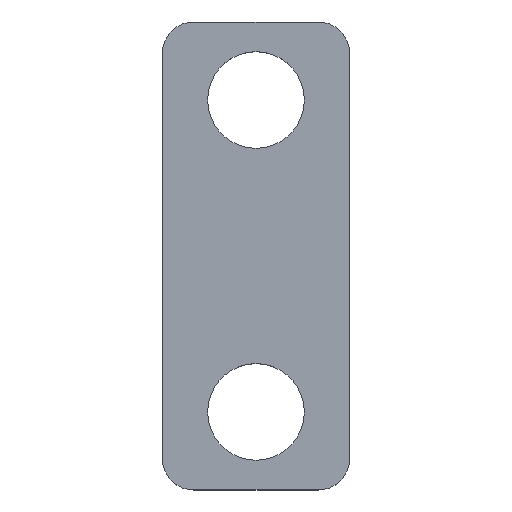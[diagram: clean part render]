
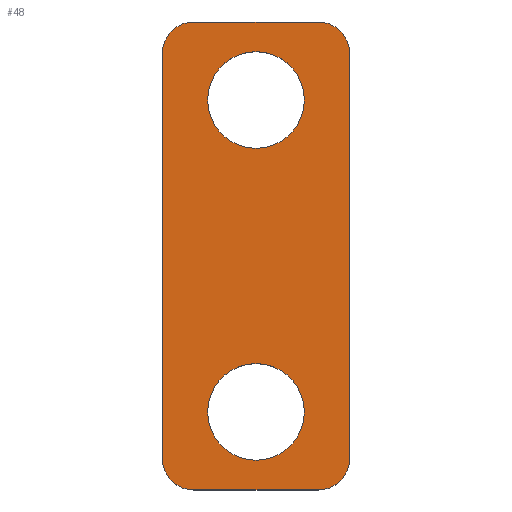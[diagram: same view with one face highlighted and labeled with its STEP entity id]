
A CAD part, top view. The second image highlights one B-rep face of the part: STEP entity #48.
In plain terms, the highlighted planar face has unit normal (0, 0, 1).
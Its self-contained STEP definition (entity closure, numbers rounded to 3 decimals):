
#12 = ORIENTED_EDGE ( 'NONE', *, *, #438, .T. ) ;
#20 = LINE ( 'NONE', #453, #162 ) ;
#22 = DIRECTION ( 'NONE',  ( 0., -1., 0. ) ) ;
#28 = LINE ( 'NONE', #471, #178 ) ;
#48 = ADVANCED_FACE ( 'NONE', ( #242, #234, #261 ), #307, .T. ) ;
#49 = DIRECTION ( 'NONE',  ( -1., 0., 0. ) ) ;
#50 = DIRECTION ( 'NONE',  ( 0., 0., -1. ) ) ;
#51 = CARTESIAN_POINT ( 'NONE',  ( -7.837, 0.943, 2. ) ) ;
#58 = CARTESIAN_POINT ( 'NONE',  ( -10.837, -1.557, 2. ) ) ;
#63 = CARTESIAN_POINT ( 'NONE',  ( -5.837, -1.557, 2. ) ) ;
#65 = CARTESIAN_POINT ( 'NONE',  ( -4.837, 12.443, 2. ) ) ;
#66 = CARTESIAN_POINT ( 'NONE',  ( -10.837, -0.557, 2. ) ) ;
#67 = CARTESIAN_POINT ( 'NONE',  ( -9.387, 10.943, 2. ) ) ;
#69 = CARTESIAN_POINT ( 'NONE',  ( -6.287, 10.943, 2. ) ) ;
#70 = CARTESIAN_POINT ( 'NONE',  ( -9.387, 0.943, 2. ) ) ;
#74 = CARTESIAN_POINT ( 'NONE',  ( -9.837, 13.443, 2. ) ) ;
#76 = CARTESIAN_POINT ( 'NONE',  ( -10.837, 12.443, 2. ) ) ;
#77 = CARTESIAN_POINT ( 'NONE',  ( -9.837, -1.557, 2. ) ) ;
#78 = CARTESIAN_POINT ( 'NONE',  ( -5.837, 13.443, 2. ) ) ;
#85 = CARTESIAN_POINT ( 'NONE',  ( -4.837, -0.557, 2. ) ) ;
#86 = CARTESIAN_POINT ( 'NONE',  ( -6.287, 0.943, 2. ) ) ;
#89 = DIRECTION ( 'NONE',  ( 1., 0., 0. ) ) ;
#95 = DIRECTION ( 'NONE',  ( 0., 0., 1. ) ) ;
#122 = CARTESIAN_POINT ( 'NONE',  ( 0., 0., 2. ) ) ;
#130 = VECTOR ( 'NONE', #260, 1000. ) ;
#141 = LINE ( 'NONE', #298, #130 ) ;
#142 = CIRCLE ( 'NONE', #300, 1.55 ) ;
#146 = CIRCLE ( 'NONE', #339, 1. ) ;
#158 = CIRCLE ( 'NONE', #342, 1. ) ;
#162 = VECTOR ( 'NONE', #462, 1000. ) ;
#168 = EDGE_LOOP ( 'NONE', ( #284, #290 ) ) ;
#172 = CIRCLE ( 'NONE', #368, 1. ) ;
#173 = VERTEX_POINT ( 'NONE', #85 ) ;
#177 = DIRECTION ( 'NONE',  ( 0., 0., -1. ) ) ;
#178 = VECTOR ( 'NONE', #461, 1000. ) ;
#180 = CIRCLE ( 'NONE', #369, 1.55 ) ;
#183 = CARTESIAN_POINT ( 'NONE',  ( -7.837, 10.943, 2. ) ) ;
#188 = VERTEX_POINT ( 'NONE', #76 ) ;
#192 = VERTEX_POINT ( 'NONE', #86 ) ;
#194 = VERTEX_POINT ( 'NONE', #78 ) ;
#195 = VERTEX_POINT ( 'NONE', #65 ) ;
#196 = VERTEX_POINT ( 'NONE', #77 ) ;
#199 = EDGE_LOOP ( 'NONE', ( #288, #287 ) ) ;
#200 = CIRCLE ( 'NONE', #371, 1.55 ) ;
#215 = CIRCLE ( 'NONE', #372, 1. ) ;
#229 = ORIENTED_EDGE ( 'NONE', *, *, #447, .T. ) ;
#230 = LINE ( 'NONE', #58, #252 ) ;
#234 = FACE_OUTER_BOUND ( 'NONE', #323, .T. ) ;
#236 = CIRCLE ( 'NONE', #377, 1.55 ) ;
#242 = FACE_BOUND ( 'NONE', #168, .T. ) ;
#252 = VECTOR ( 'NONE', #22, 1000. ) ;
#260 = DIRECTION ( 'NONE',  ( -1., 0., 0. ) ) ;
#261 = FACE_BOUND ( 'NONE', #199, .T. ) ;
#276 = ORIENTED_EDGE ( 'NONE', *, *, #435, .T. ) ;
#279 = ORIENTED_EDGE ( 'NONE', *, *, #433, .T. ) ;
#283 = ORIENTED_EDGE ( 'NONE', *, *, #472, .T. ) ;
#284 = ORIENTED_EDGE ( 'NONE', *, *, #424, .T. ) ;
#285 = ORIENTED_EDGE ( 'NONE', *, *, #419, .T. ) ;
#286 = ORIENTED_EDGE ( 'NONE', *, *, #449, .T. ) ;
#287 = ORIENTED_EDGE ( 'NONE', *, *, #479, .T. ) ;
#288 = ORIENTED_EDGE ( 'NONE', *, *, #434, .T. ) ;
#290 = ORIENTED_EDGE ( 'NONE', *, *, #401, .T. ) ;
#293 = ORIENTED_EDGE ( 'NONE', *, *, #404, .T. ) ;
#298 = CARTESIAN_POINT ( 'NONE',  ( -7.837, 13.443, 2. ) ) ;
#300 = AXIS2_PLACEMENT_3D ( 'NONE', #183, #177, #313 ) ;
#307 = PLANE ( 'NONE',  #376 ) ;
#312 = VERTEX_POINT ( 'NONE', #69 ) ;
#313 = DIRECTION ( 'NONE',  ( -1., 0., 0. ) ) ;
#319 = VERTEX_POINT ( 'NONE', #74 ) ;
#322 = DIRECTION ( 'NONE',  ( -1., 0., 0. ) ) ;
#323 = EDGE_LOOP ( 'NONE', ( #283, #285, #293, #286, #279, #229, #276, #12 ) ) ;
#324 = VERTEX_POINT ( 'NONE', #67 ) ;
#326 = VERTEX_POINT ( 'NONE', #70 ) ;
#330 = DIRECTION ( 'NONE',  ( 0., 0., 1. ) ) ;
#339 = AXIS2_PLACEMENT_3D ( 'NONE', #341, #330, #322 ) ;
#341 = CARTESIAN_POINT ( 'NONE',  ( -9.837, -0.557, 2. ) ) ;
#342 = AXIS2_PLACEMENT_3D ( 'NONE', #365, #364, #363 ) ;
#354 = VERTEX_POINT ( 'NONE', #66 ) ;
#358 = VERTEX_POINT ( 'NONE', #63 ) ;
#363 = DIRECTION ( 'NONE',  ( -1., 0., 0. ) ) ;
#364 = DIRECTION ( 'NONE',  ( 0., 0., 1. ) ) ;
#365 = CARTESIAN_POINT ( 'NONE',  ( -5.837, -0.557, 2. ) ) ;
#368 = AXIS2_PLACEMENT_3D ( 'NONE', #444, #442, #437 ) ;
#369 = AXIS2_PLACEMENT_3D ( 'NONE', #452, #451, #450 ) ;
#371 = AXIS2_PLACEMENT_3D ( 'NONE', #487, #483, #482 ) ;
#372 = AXIS2_PLACEMENT_3D ( 'NONE', #495, #494, #493 ) ;
#376 = AXIS2_PLACEMENT_3D ( 'NONE', #122, #95, #89 ) ;
#377 = AXIS2_PLACEMENT_3D ( 'NONE', #51, #50, #49 ) ;
#401 = EDGE_CURVE ( 'NONE', #192, #326, #236, .T. ) ;
#404 = EDGE_CURVE ( 'NONE', #188, #354, #230, .T. ) ;
#419 = EDGE_CURVE ( 'NONE', #319, #188, #215, .T. ) ;
#424 = EDGE_CURVE ( 'NONE', #326, #192, #200, .T. ) ;
#433 = EDGE_CURVE ( 'NONE', #196, #358, #28, .T. ) ;
#434 = EDGE_CURVE ( 'NONE', #324, #312, #180, .T. ) ;
#435 = EDGE_CURVE ( 'NONE', #173, #195, #20, .T. ) ;
#437 = DIRECTION ( 'NONE',  ( -1., 0., 0. ) ) ;
#438 = EDGE_CURVE ( 'NONE', #195, #194, #172, .T. ) ;
#442 = DIRECTION ( 'NONE',  ( 0., 0., 1. ) ) ;
#444 = CARTESIAN_POINT ( 'NONE',  ( -5.837, 12.443, 2. ) ) ;
#447 = EDGE_CURVE ( 'NONE', #358, #173, #158, .T. ) ;
#449 = EDGE_CURVE ( 'NONE', #354, #196, #146, .T. ) ;
#450 = DIRECTION ( 'NONE',  ( -1., 0., 0. ) ) ;
#451 = DIRECTION ( 'NONE',  ( 0., 0., -1. ) ) ;
#452 = CARTESIAN_POINT ( 'NONE',  ( -7.837, 10.943, 2. ) ) ;
#453 = CARTESIAN_POINT ( 'NONE',  ( -4.837, -1.557, 2. ) ) ;
#461 = DIRECTION ( 'NONE',  ( 1., 0., 0. ) ) ;
#462 = DIRECTION ( 'NONE',  ( 0., 1., 0. ) ) ;
#471 = CARTESIAN_POINT ( 'NONE',  ( -7.837, -1.557, 2. ) ) ;
#472 = EDGE_CURVE ( 'NONE', #194, #319, #141, .T. ) ;
#479 = EDGE_CURVE ( 'NONE', #312, #324, #142, .T. ) ;
#482 = DIRECTION ( 'NONE',  ( -1., 0., 0. ) ) ;
#483 = DIRECTION ( 'NONE',  ( 0., 0., -1. ) ) ;
#487 = CARTESIAN_POINT ( 'NONE',  ( -7.837, 0.943, 2. ) ) ;
#493 = DIRECTION ( 'NONE',  ( -1., 0., 0. ) ) ;
#494 = DIRECTION ( 'NONE',  ( 0., 0., 1. ) ) ;
#495 = CARTESIAN_POINT ( 'NONE',  ( -9.837, 12.443, 2. ) ) ;
